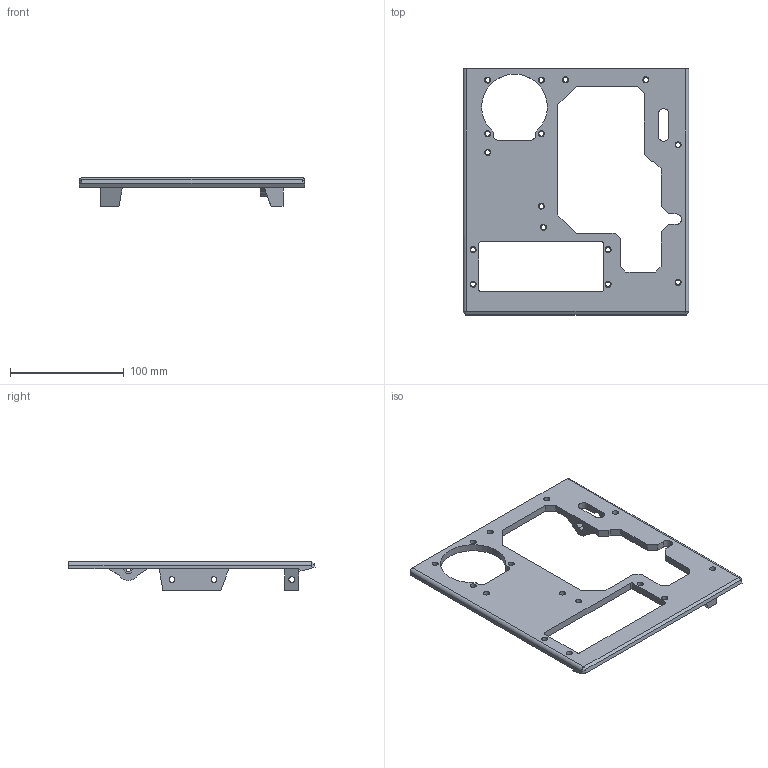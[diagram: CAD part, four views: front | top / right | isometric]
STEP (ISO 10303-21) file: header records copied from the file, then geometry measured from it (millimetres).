
FILE_DESCRIPTION (( 'STEP AP214' ), '1' );
FILE_NAME ('Lower Center Pedestal Face.STEP', '2021-12-28T21:45:25', ( '' ), ( '' ), 'SwSTEP 2.0', 'SolidWorks 2022', '' );
FILE_SCHEMA (( 'AUTOMOTIVE_DESIGN' ));
Length unit declared in the file: inch
Products named in the file (1): Lower Center Pedestal Face
Bounding box: 198.12 x 216.04 x 25.4 mm (x, y, z)
Volume: 167214.8 mm3; surface area: 64082.4 mm2
Topology: 1 solids, 1 shells, 187 faces, 495 edges, 328 vertices
Faces by surface type: plane 94, cylinder 61, cone 30, bspline 2
Entity records: 6140 total; most frequent: CARTESIAN_POINT 1215, DIRECTION 1026, ORIENTED_EDGE 990, EDGE_CURVE 495, AXIS2_PLACEMENT_3D 360, VERTEX_POINT 328, VECTOR 306, LINE 306
